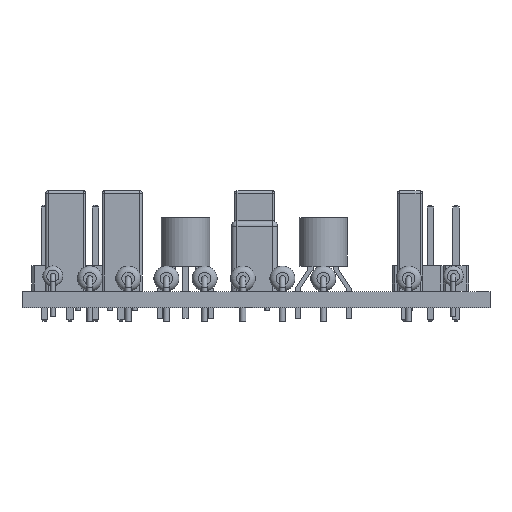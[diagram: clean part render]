
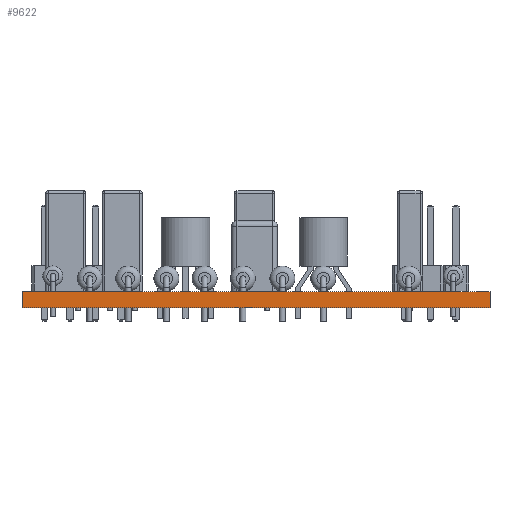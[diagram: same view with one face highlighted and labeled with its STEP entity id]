
A CAD part, left-side view. The second image highlights one B-rep face of the part: STEP entity #9622.
In plain terms, the highlighted planar face has unit normal (-1, 0, 0).
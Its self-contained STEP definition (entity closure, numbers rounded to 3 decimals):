
#8403 = VERTEX_POINT('',#8404);
#8404 = CARTESIAN_POINT('',(122.425,-124.3,0.));
#8410 = EDGE_CURVE('',#8403,#8411,#8413,.T.);
#8411 = VERTEX_POINT('',#8412);
#8412 = CARTESIAN_POINT('',(122.425,-77.7,0.));
#8413 = LINE('',#8414,#8415);
#8414 = CARTESIAN_POINT('',(122.425,-124.3,0.));
#8415 = VECTOR('',#8416,1.);
#8416 = DIRECTION('',(0.,1.,0.));
#9023 = VERTEX_POINT('',#9024);
#9024 = CARTESIAN_POINT('',(122.425,-124.3,1.6));
#9030 = EDGE_CURVE('',#9023,#9031,#9033,.T.);
#9031 = VERTEX_POINT('',#9032);
#9032 = CARTESIAN_POINT('',(122.425,-77.7,1.6));
#9033 = LINE('',#9034,#9035);
#9034 = CARTESIAN_POINT('',(122.425,-124.3,1.6));
#9035 = VECTOR('',#9036,1.);
#9036 = DIRECTION('',(0.,1.,0.));
#9592 = EDGE_CURVE('',#8411,#9031,#9593,.T.);
#9593 = LINE('',#9594,#9595);
#9594 = CARTESIAN_POINT('',(122.425,-77.7,0.));
#9595 = VECTOR('',#9596,1.);
#9596 = DIRECTION('',(0.,0.,1.));
#9622 = ADVANCED_FACE('',(#9623),#9634,.T.);
#9623 = FACE_BOUND('',#9624,.T.);
#9624 = EDGE_LOOP('',(#9625,#9631,#9632,#9633));
#9625 = ORIENTED_EDGE('',*,*,#9626,.T.);
#9626 = EDGE_CURVE('',#8403,#9023,#9627,.T.);
#9627 = LINE('',#9628,#9629);
#9628 = CARTESIAN_POINT('',(122.425,-124.3,0.));
#9629 = VECTOR('',#9630,1.);
#9630 = DIRECTION('',(0.,0.,1.));
#9631 = ORIENTED_EDGE('',*,*,#9030,.T.);
#9632 = ORIENTED_EDGE('',*,*,#9592,.F.);
#9633 = ORIENTED_EDGE('',*,*,#8410,.F.);
#9634 = PLANE('',#9635);
#9635 = AXIS2_PLACEMENT_3D('',#9636,#9637,#9638);
#9636 = CARTESIAN_POINT('',(122.425,-124.3,0.));
#9637 = DIRECTION('',(-1.,0.,0.));
#9638 = DIRECTION('',(0.,1.,0.));
